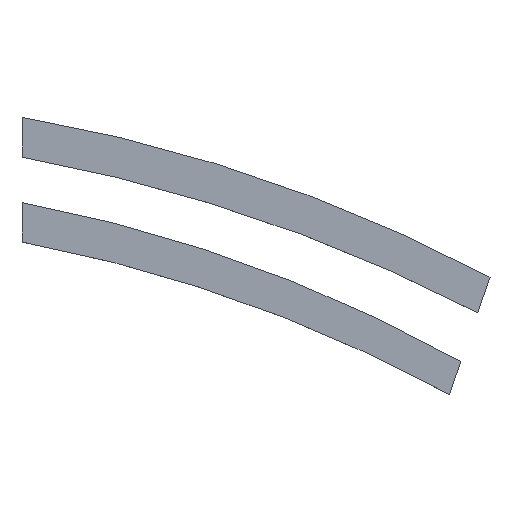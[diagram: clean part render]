
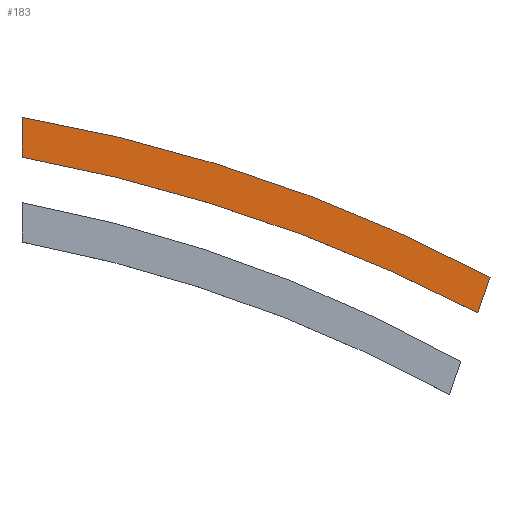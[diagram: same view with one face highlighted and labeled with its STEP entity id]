
A CAD part, top view. The second image highlights one B-rep face of the part: STEP entity #183.
In plain terms, the highlighted planar face has unit normal (0, 0, 1).
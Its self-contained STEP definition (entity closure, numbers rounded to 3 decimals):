
#17=CIRCLE('',#210,653.13);
#19=CIRCLE('',#213,635.029);
#31=FACE_OUTER_BOUND('',#43,.T.);
#43=EDGE_LOOP('',(#133,#134,#135,#136));
#54=LINE('',#292,#70);
#58=LINE('',#305,#74);
#70=VECTOR('',#233,10.);
#74=VECTOR('',#247,10.);
#85=VERTEX_POINT('',#288);
#87=VERTEX_POINT('',#291);
#89=VERTEX_POINT('',#297);
#91=VERTEX_POINT('',#303);
#102=EDGE_CURVE('',#87,#85,#54,.T.);
#105=EDGE_CURVE('',#89,#87,#17,.T.);
#108=EDGE_CURVE('',#85,#91,#19,.T.);
#109=EDGE_CURVE('',#91,#89,#58,.T.);
#133=ORIENTED_EDGE('',*,*,#102,.T.);
#134=ORIENTED_EDGE('',*,*,#108,.T.);
#135=ORIENTED_EDGE('',*,*,#109,.T.);
#136=ORIENTED_EDGE('',*,*,#105,.T.);
#174=PLANE('',#212);
#183=ADVANCED_FACE('',(#31),#174,.T.);
#210=AXIS2_PLACEMENT_3D('',#298,#238,#239);
#212=AXIS2_PLACEMENT_3D('',#302,#243,#244);
#213=AXIS2_PLACEMENT_3D('',#304,#245,#246);
#233=DIRECTION('',(0.327,0.945,0.));
#238=DIRECTION('center_axis',(0.,0.,-1.));
#239=DIRECTION('ref_axis',(0.661,0.751,0.));
#243=DIRECTION('center_axis',(0.,0.,1.));
#244=DIRECTION('ref_axis',(-1.,0.,0.));
#245=DIRECTION('center_axis',(0.,0.,1.));
#246=DIRECTION('ref_axis',(0.666,0.746,0.));
#247=DIRECTION('',(0.,-1.,0.));
#288=CARTESIAN_POINT('',(56.408,150.111,10.35));
#291=CARTESIAN_POINT('',(51.467,135.806,10.35));
#292=CARTESIAN_POINT('',(46.963,122.771,10.35));
#297=CARTESIAN_POINT('',(-131.543,198.256,10.35));
#298=CARTESIAN_POINT('Origin',(-248.644,-444.291,10.35));
#302=CARTESIAN_POINT('Origin',(25.652,130.133,10.35));
#303=CARTESIAN_POINT('',(-131.543,214.256,10.35));
#304=CARTESIAN_POINT('Origin',(-240.153,-411.416,10.35));
#305=CARTESIAN_POINT('',(-131.543,214.256,10.35));
